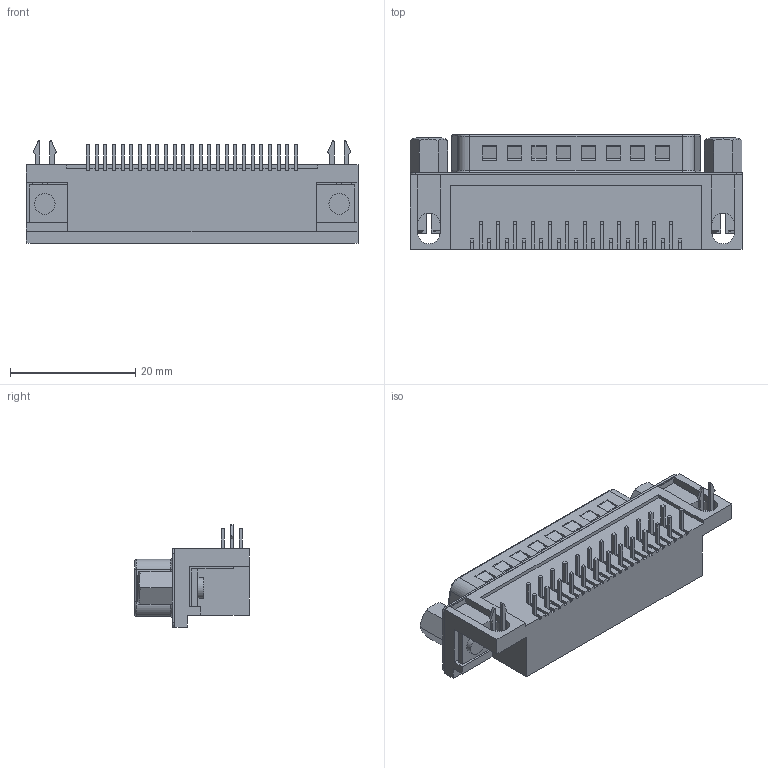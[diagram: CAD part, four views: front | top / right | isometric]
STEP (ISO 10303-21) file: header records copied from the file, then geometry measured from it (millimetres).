
FILE_DESCRIPTION (( 'STEP AP203' ), '1' );
FILE_NAME ('SD25P-RA-PC.STEP', '2011-05-04T13:04:03', ( 'x' ), ( 'Microsoft' ), 'SwSTEP 2.0', 'SolidWorks 2010', '' );
FILE_SCHEMA (( 'CONFIG_CONTROL_DESIGN' ));
Length unit declared in the file: inch
Products named in the file (1): SD25P-RA-PC
Bounding box: 53.04 x 18.3 x 16.35 mm (x, y, z)
Volume: 6395 mm3; surface area: 5471.4 mm2
Topology: 2 solids, 3 shells, 708 faces, 1962 edges, 1254 vertices
Faces by surface type: plane 497, cylinder 174, bspline 33, torus 4
Entity records: 22646 total; most frequent: CARTESIAN_POINT 4540, ORIENTED_EDGE 3824, DIRECTION 3644, EDGE_CURVE 1912, LINE 1416, VECTOR 1416, VERTEX_POINT 1254, AXIS2_PLACEMENT_3D 1114
